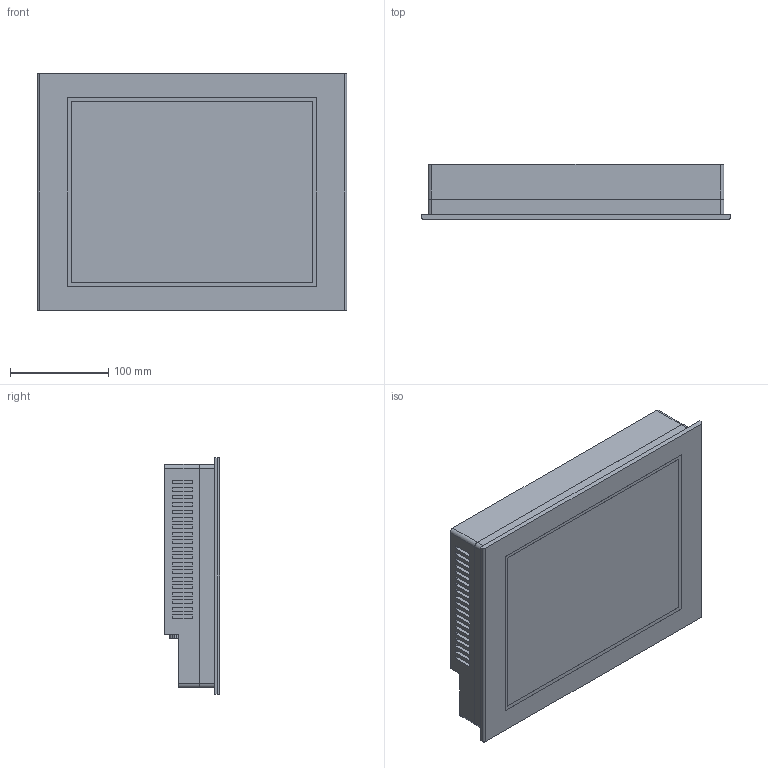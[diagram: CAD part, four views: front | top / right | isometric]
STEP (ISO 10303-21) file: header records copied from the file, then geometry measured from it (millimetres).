
FILE_DESCRIPTION(('starvars output'),'2;1');
FILE_NAME('HMIGTO6315_3D.stp','17:24:58 2020/04/01',( 'Thomas Industrial Network Germany GmbH'),( 'Thomas Industrial Network Germany GmbH'),'unknown preprocess','ACIS' ,'unknown authorization');
FILE_SCHEMA(('CONFIG_CONTROL_DESIGN {UNKNOWN IMPLEMENTATION LEVEL}'));
Length unit declared in the file: millimetre
Products named in the file (1): PRODUCT_ID_147
Bounding box: 315 x 56 x 241 mm (x, y, z)
Volume: 3337661.6 mm3; surface area: 252262.6 mm2
Topology: 1 solids, 1 shells, 399 faces, 984 edges, 656 vertices
Faces by surface type: plane 354, cylinder 45
Entity records: 11466 total; most frequent: CARTESIAN_POINT 1988, ORIENTED_EDGE 1968, DIRECTION 1778, EDGE_CURVE 984, VECTOR 886, LINE 886, VERTEX_POINT 656, EDGE_LOOP 468
